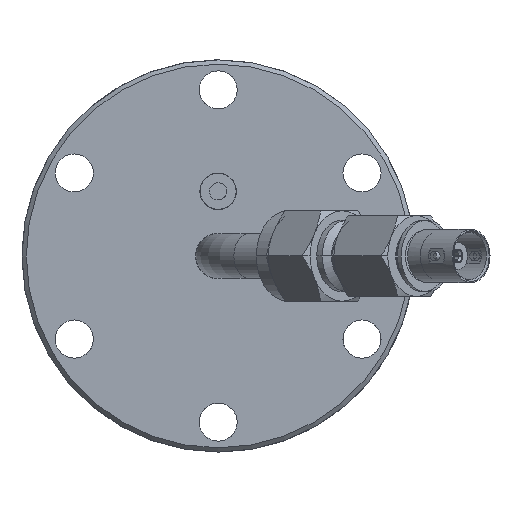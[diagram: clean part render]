
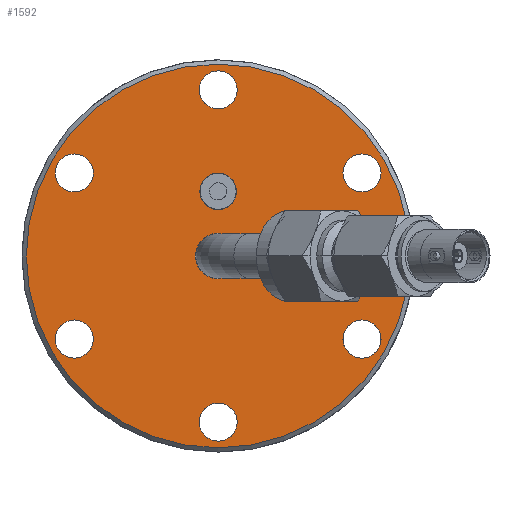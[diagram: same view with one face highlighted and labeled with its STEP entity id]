
A CAD part, front view. The second image highlights one B-rep face of the part: STEP entity #1592.
In plain terms, the highlighted planar face has unit normal (0, -1, 0).
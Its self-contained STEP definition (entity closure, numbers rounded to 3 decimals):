
#338=B_SPLINE_CURVE_WITH_KNOTS('',3,(#18555,#18556,#18557,#18558,#18559,
#18560,#18561,#18562,#18563,#18564,#18565),.UNSPECIFIED.,.T.,.F.,(1,1,2,
1,1,1,1,1,1,1,2,1,1),(-0.25,-0.125,0.,0.125,0.25,0.375,0.5,0.625,0.75,0.875,
1.,1.125,1.25),.UNSPECIFIED.);
#341=B_SPLINE_CURVE_WITH_KNOTS('',3,(#18590,#18591,#18592,#18593,#18594,
#18595,#18596,#18597,#18598,#18599,#18600),.UNSPECIFIED.,.T.,.F.,(1,1,2,
1,1,1,1,1,1,1,2,1,1),(-0.25,-0.125,0.,0.125,0.25,0.375,0.5,0.625,0.75,0.875,
1.,1.125,1.25),.UNSPECIFIED.);
#343=B_SPLINE_CURVE_WITH_KNOTS('',3,(#18613,#18614,#18615,#18616,#18617,
#18618,#18619,#18620,#18621,#18622,#18623),.UNSPECIFIED.,.T.,.F.,(1,1,2,
1,1,1,1,1,1,1,2,1,1),(-0.25,-0.125,0.,0.125,0.25,0.375,0.5,0.625,0.75,0.875,
1.,1.125,1.25),.UNSPECIFIED.);
#345=B_SPLINE_CURVE_WITH_KNOTS('',3,(#18649,#18650,#18651,#18652,#18653,
#18654,#18655,#18656,#18657,#18658,#18659),.UNSPECIFIED.,.T.,.F.,(1,1,2,
1,1,1,1,1,1,1,2,1,1),(-0.25,-0.125,0.,0.125,0.25,0.375,0.5,0.625,0.75,0.875,
1.,1.125,1.25),.UNSPECIFIED.);
#1592=ADVANCED_FACE('',(#3753,#3754,#3755,#3756,#3757,#3758,#3759,#3760,
#3761),#1918,.F.);
#1918=PLANE('',#11315);
#3753=FACE_BOUND('',#4546,.T.);
#3754=FACE_BOUND('',#4547,.T.);
#3755=FACE_BOUND('',#4548,.T.);
#3756=FACE_BOUND('',#4549,.T.);
#3757=FACE_BOUND('',#4550,.T.);
#3758=FACE_BOUND('',#4551,.T.);
#3759=FACE_BOUND('',#4552,.T.);
#3760=FACE_BOUND('',#4553,.T.);
#3761=FACE_BOUND('',#4554,.T.);
#4546=EDGE_LOOP('',(#7335));
#4547=EDGE_LOOP('',(#7336));
#4548=EDGE_LOOP('',(#7337));
#4549=EDGE_LOOP('',(#7338));
#4550=EDGE_LOOP('',(#7339));
#4551=EDGE_LOOP('',(#7340));
#4552=EDGE_LOOP('',(#7341));
#4553=EDGE_LOOP('',(#7342));
#4554=EDGE_LOOP('',(#7343));
#7335=ORIENTED_EDGE('',*,*,#9709,.T.);
#7336=ORIENTED_EDGE('',*,*,#9708,.F.);
#7337=ORIENTED_EDGE('',*,*,#9706,.F.);
#7338=ORIENTED_EDGE('',*,*,#9710,.T.);
#7339=ORIENTED_EDGE('',*,*,#9704,.F.);
#7340=ORIENTED_EDGE('',*,*,#9703,.T.);
#7341=ORIENTED_EDGE('',*,*,#9702,.F.);
#7342=ORIENTED_EDGE('',*,*,#9701,.F.);
#7343=ORIENTED_EDGE('',*,*,#9699,.F.);
#8300=VERTEX_POINT('',#18566);
#8302=VERTEX_POINT('',#18601);
#8303=VERTEX_POINT('',#18624);
#8304=VERTEX_POINT('',#18637);
#8305=VERTEX_POINT('',#18640);
#8307=VERTEX_POINT('',#18645);
#8309=VERTEX_POINT('',#18660);
#8310=VERTEX_POINT('',#18673);
#8311=VERTEX_POINT('',#18676);
#9699=EDGE_CURVE('',#8300,#8300,#338,.T.);
#9701=EDGE_CURVE('',#8302,#8302,#341,.T.);
#9702=EDGE_CURVE('',#8303,#8303,#343,.T.);
#9703=EDGE_CURVE('',#8304,#8304,#10217,.T.);
#9704=EDGE_CURVE('',#8305,#8305,#10218,.T.);
#9706=EDGE_CURVE('',#8307,#8307,#10220,.T.);
#9708=EDGE_CURVE('',#8309,#8309,#345,.T.);
#9709=EDGE_CURVE('',#8310,#8310,#10222,.T.);
#9710=EDGE_CURVE('',#8311,#8311,#10223,.T.);
#10217=CIRCLE('',#11304,33.909);
#10218=CIRCLE('',#11306,3.365);
#10220=CIRCLE('',#11309,3.365);
#10222=CIRCLE('',#11312,3.226);
#10223=CIRCLE('',#11314,4.013);
#11304=AXIS2_PLACEMENT_3D('',#18636,#14235,#14236);
#11306=AXIS2_PLACEMENT_3D('',#18639,#14239,#14240);
#11309=AXIS2_PLACEMENT_3D('',#18644,#14245,#14246);
#11312=AXIS2_PLACEMENT_3D('',#18672,#14252,#14253);
#11314=AXIS2_PLACEMENT_3D('',#18675,#14256,#14257);
#11315=AXIS2_PLACEMENT_3D('',#18677,#14258,#14259);
#14235=DIRECTION('',(0.,-1.,0.));
#14236=DIRECTION('',(0.,0.,-1.));
#14239=DIRECTION('',(0.,-1.,0.));
#14240=DIRECTION('',(0.,0.,-1.));
#14245=DIRECTION('',(0.,-1.,0.));
#14246=DIRECTION('',(1.,0.,0.));
#14252=DIRECTION('',(0.,1.,0.));
#14253=DIRECTION('',(1.,0.,0.));
#14256=DIRECTION('',(0.,1.,0.));
#14257=DIRECTION('',(1.,0.,0.));
#14258=DIRECTION('',(0.,1.,0.));
#14259=DIRECTION('',(0.,0.,-1.));
#18555=CARTESIAN_POINT('',(0.882,6.35,32.731));
#18556=CARTESIAN_POINT('',(-0.882,6.35,32.731));
#18557=CARTESIAN_POINT('',(-2.639,6.35,32.001));
#18558=CARTESIAN_POINT('',(-3.734,6.35,29.362));
#18559=CARTESIAN_POINT('',(-2.639,6.35,26.724));
#18560=CARTESIAN_POINT('',(0.,6.35,25.629));
#18561=CARTESIAN_POINT('',(2.639,6.35,26.724));
#18562=CARTESIAN_POINT('',(3.734,6.35,29.362));
#18563=CARTESIAN_POINT('',(2.639,6.35,32.001));
#18564=CARTESIAN_POINT('',(0.882,6.35,32.731));
#18565=CARTESIAN_POINT('',(-0.882,6.35,32.731));
#18566=CARTESIAN_POINT('',(0.,6.35,32.731));
#18590=CARTESIAN_POINT('',(-24.546,6.35,-11.312));
#18591=CARTESIAN_POINT('',(-26.311,6.35,-11.313));
#18592=CARTESIAN_POINT('',(-28.067,6.35,-12.043));
#18593=CARTESIAN_POINT('',(-29.162,6.35,-14.681));
#18594=CARTESIAN_POINT('',(-28.067,6.35,-17.32));
#18595=CARTESIAN_POINT('',(-25.429,6.35,-18.415));
#18596=CARTESIAN_POINT('',(-22.79,6.35,-17.32));
#18597=CARTESIAN_POINT('',(-21.695,6.35,-14.681));
#18598=CARTESIAN_POINT('',(-22.79,6.35,-12.043));
#18599=CARTESIAN_POINT('',(-24.546,6.35,-11.312));
#18600=CARTESIAN_POINT('',(-26.311,6.35,-11.313));
#18601=CARTESIAN_POINT('',(-25.429,6.35,-11.312));
#18613=CARTESIAN_POINT('',(26.311,6.35,-11.312));
#18614=CARTESIAN_POINT('',(24.546,6.35,-11.313));
#18615=CARTESIAN_POINT('',(22.79,6.35,-12.043));
#18616=CARTESIAN_POINT('',(21.695,6.35,-14.681));
#18617=CARTESIAN_POINT('',(22.79,6.35,-17.32));
#18618=CARTESIAN_POINT('',(25.429,6.35,-18.415));
#18619=CARTESIAN_POINT('',(28.067,6.35,-17.32));
#18620=CARTESIAN_POINT('',(29.162,6.35,-14.681));
#18621=CARTESIAN_POINT('',(28.067,6.35,-12.043));
#18622=CARTESIAN_POINT('',(26.311,6.35,-11.312));
#18623=CARTESIAN_POINT('',(24.546,6.35,-11.313));
#18624=CARTESIAN_POINT('',(25.429,6.35,-11.312));
#18636=CARTESIAN_POINT('',(0.,6.35,0.));
#18637=CARTESIAN_POINT('',(0.,6.35,-33.909));
#18639=CARTESIAN_POINT('',(25.429,6.35,14.681));
#18640=CARTESIAN_POINT('',(25.429,6.35,11.316));
#18644=CARTESIAN_POINT('',(-25.429,6.35,14.681));
#18645=CARTESIAN_POINT('',(-22.063,6.35,14.681));
#18649=CARTESIAN_POINT('',(0.882,6.35,-25.994));
#18650=CARTESIAN_POINT('',(-0.882,6.35,-25.994));
#18651=CARTESIAN_POINT('',(-2.639,6.35,-26.724));
#18652=CARTESIAN_POINT('',(-3.734,6.35,-29.362));
#18653=CARTESIAN_POINT('',(-2.639,6.35,-32.001));
#18654=CARTESIAN_POINT('',(0.,6.35,-33.096));
#18655=CARTESIAN_POINT('',(2.639,6.35,-32.001));
#18656=CARTESIAN_POINT('',(3.734,6.35,-29.362));
#18657=CARTESIAN_POINT('',(2.639,6.35,-26.724));
#18658=CARTESIAN_POINT('',(0.882,6.35,-25.994));
#18659=CARTESIAN_POINT('',(-0.882,6.35,-25.994));
#18660=CARTESIAN_POINT('',(0.,6.35,-25.994));
#18672=CARTESIAN_POINT('',(0.,6.35,11.43));
#18673=CARTESIAN_POINT('',(3.226,6.35,11.43));
#18675=CARTESIAN_POINT('',(0.,6.35,0.));
#18676=CARTESIAN_POINT('',(4.013,6.35,0.));
#18677=CARTESIAN_POINT('',(33.909,6.35,0.));
